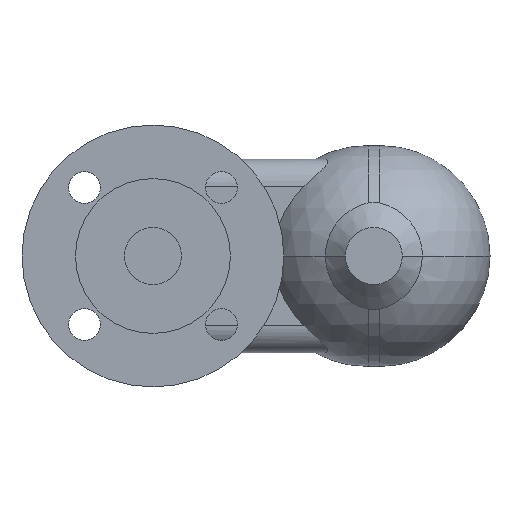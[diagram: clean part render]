
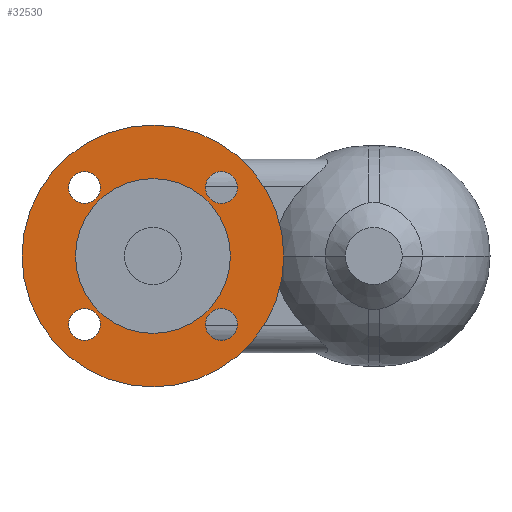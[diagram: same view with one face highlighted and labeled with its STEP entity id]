
A CAD part, front view. The second image highlights one B-rep face of the part: STEP entity #32530.
In plain terms, the highlighted planar face has unit normal (0, -1, 0).
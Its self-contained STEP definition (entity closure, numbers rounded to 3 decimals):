
#940=CARTESIAN_POINT('',(34.,-158.,0.));
#950=VERTEX_POINT('',#940);
#1130=CARTESIAN_POINT('',(-34.,-158.,0.));
#1140=VERTEX_POINT('',#1130);
#1170=CARTESIAN_POINT('',(0.,-158.,0.));
#1180=DIRECTION('',(0.,-1.,0.));
#1190=DIRECTION('',(1.,0.,0.));
#1200=AXIS2_PLACEMENT_3D('',#1170,#1180,#1190);
#1210=CIRCLE('',#1200,34.);
#1220=EDGE_CURVE('',#950,#1140,#1210,.T.);
#1780=CARTESIAN_POINT('',(-57.5,-158.,0.));
#1790=VERTEX_POINT('',#1780);
#1970=CARTESIAN_POINT('',(57.5,-158.,0.));
#1980=VERTEX_POINT('',#1970);
#2010=CARTESIAN_POINT('',(0.,-158.,0.));
#2020=DIRECTION('',(0.,1.,0.));
#2030=DIRECTION('',(1.,0.,0.));
#2040=AXIS2_PLACEMENT_3D('',#2010,#2020,#2030);
#2050=CIRCLE('',#2040,57.5);
#2060=EDGE_CURVE('',#1790,#1980,#2050,.T.);
#2200=CARTESIAN_POINT('',(37.052,-158.,30.052));
#2210=VERTEX_POINT('',#2200);
#2390=CARTESIAN_POINT('',(23.052,-158.,30.052));
#2400=VERTEX_POINT('',#2390);
#2430=CARTESIAN_POINT('',(30.052,-158.,30.052));
#2440=DIRECTION('',(0.,-1.,0.));
#2450=DIRECTION('',(1.,0.,0.));
#2460=AXIS2_PLACEMENT_3D('',#2430,#2440,#2450);
#2470=CIRCLE('',#2460,7.);
#2480=EDGE_CURVE('',#2210,#2400,#2470,.T.);
#2620=CARTESIAN_POINT('',(37.052,-158.,-30.052));
#2630=VERTEX_POINT('',#2620);
#2810=CARTESIAN_POINT('',(23.052,-158.,-30.052));
#2820=VERTEX_POINT('',#2810);
#2850=CARTESIAN_POINT('',(30.052,-158.,-30.052));
#2860=DIRECTION('',(0.,-1.,0.));
#2870=DIRECTION('',(1.,0.,0.));
#2880=AXIS2_PLACEMENT_3D('',#2850,#2860,#2870);
#2890=CIRCLE('',#2880,7.);
#2900=EDGE_CURVE('',#2630,#2820,#2890,.T.);
#3040=CARTESIAN_POINT('',(-23.052,-158.,30.052));
#3050=VERTEX_POINT('',#3040);
#3230=CARTESIAN_POINT('',(-37.052,-158.,30.052));
#3240=VERTEX_POINT('',#3230);
#3270=CARTESIAN_POINT('',(-30.052,-158.,30.052));
#3280=DIRECTION('',(0.,-1.,0.));
#3290=DIRECTION('',(1.,0.,0.));
#3300=AXIS2_PLACEMENT_3D('',#3270,#3280,#3290);
#3310=CIRCLE('',#3300,7.);
#3320=EDGE_CURVE('',#3050,#3240,#3310,.T.);
#3460=CARTESIAN_POINT('',(-23.052,-158.,-30.052));
#3470=VERTEX_POINT('',#3460);
#3520=CARTESIAN_POINT('',(-30.052,-158.,-30.052));
#3530=DIRECTION('',(0.,-1.,0.));
#3540=DIRECTION('',(1.,0.,0.));
#3550=AXIS2_PLACEMENT_3D('',#3520,#3530,#3540);
#3560=CIRCLE('',#3550,7.);
#3570=CARTESIAN_POINT('',(-37.052,-158.,-30.052));
#3580=VERTEX_POINT('',#3570);
#3590=EDGE_CURVE('',#3580,#3470,#3560,.T.);
#32180=CARTESIAN_POINT('',(0.,-158.,0.));
#32190=DIRECTION('',(0.,1.,0.));
#32200=DIRECTION('',(0.,0.,1.));
#32210=AXIS2_PLACEMENT_3D('',#32180,#32190,#32200);
#32220=PLANE('',#32210);
#32230=ORIENTED_EDGE('',*,*,#3590,.F.);
#32240=EDGE_CURVE('',#3470,#3580,#3560,.T.);
#32250=ORIENTED_EDGE('',*,*,#32240,.F.);
#32260=EDGE_LOOP('',(#32250,#32230));
#32270=FACE_BOUND('',#32260,.T.);
#32280=EDGE_CURVE('',#3240,#3050,#3310,.T.);
#32290=ORIENTED_EDGE('',*,*,#32280,.F.);
#32300=ORIENTED_EDGE('',*,*,#3320,.F.);
#32310=EDGE_LOOP('',(#32300,#32290));
#32320=FACE_BOUND('',#32310,.T.);
#32330=EDGE_CURVE('',#2820,#2630,#2890,.T.);
#32340=ORIENTED_EDGE('',*,*,#32330,.F.);
#32350=ORIENTED_EDGE('',*,*,#2900,.F.);
#32360=EDGE_LOOP('',(#32350,#32340));
#32370=FACE_BOUND('',#32360,.T.);
#32380=EDGE_CURVE('',#2400,#2210,#2470,.T.);
#32390=ORIENTED_EDGE('',*,*,#32380,.F.);
#32400=ORIENTED_EDGE('',*,*,#2480,.F.);
#32410=EDGE_LOOP('',(#32400,#32390));
#32420=FACE_BOUND('',#32410,.T.);
#32430=EDGE_CURVE('',#1980,#1790,#2050,.T.);
#32440=ORIENTED_EDGE('',*,*,#32430,.F.);
#32450=ORIENTED_EDGE('',*,*,#2060,.F.);
#32460=EDGE_LOOP('',(#32450,#32440));
#32470=FACE_OUTER_BOUND('',#32460,.T.);
#32480=EDGE_CURVE('',#1140,#950,#1210,.T.);
#32490=ORIENTED_EDGE('',*,*,#32480,.F.);
#32500=ORIENTED_EDGE('',*,*,#1220,.F.);
#32510=EDGE_LOOP('',(#32500,#32490));
#32520=FACE_BOUND('',#32510,.T.);
#32530=ADVANCED_FACE('',(#32270,#32320,#32370,#32420,#32470,#32520),
#32220,.F.);
